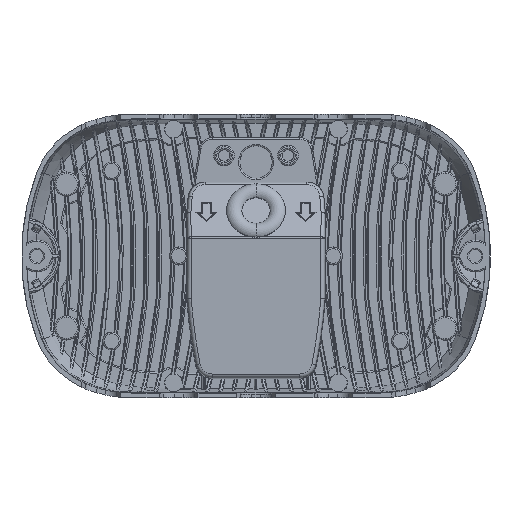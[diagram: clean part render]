
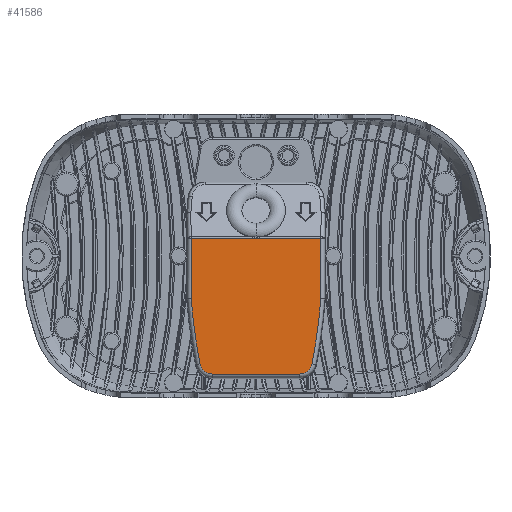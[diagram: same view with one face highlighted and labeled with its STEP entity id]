
A CAD part, front view. The second image highlights one B-rep face of the part: STEP entity #41586.
In plain terms, the highlighted planar face has unit normal (0, -1, 0).
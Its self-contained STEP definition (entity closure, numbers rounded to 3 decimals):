
#712 = EDGE_CURVE ( 'NONE', #100995, #95485, #107410, .T. ) ;
#2396 = VERTEX_POINT ( 'NONE', #100322 ) ;
#4319 = CARTESIAN_POINT ( 'NONE',  ( -16.902, -29.4, 19.219 ) ) ;
#5603 = CARTESIAN_POINT ( 'NONE',  ( 25.172, -29.4, 71.792 ) ) ;
#5934 = DIRECTION ( 'NONE',  ( 1., 0., 0. ) ) ;
#6286 = DIRECTION ( 'NONE',  ( 0., -1., 0. ) ) ;
#9018 = LINE ( 'NONE', #130867, #56408 ) ;
#11129 = ORIENTED_EDGE ( 'NONE', *, *, #80490, .T. ) ;
#13484 = DIRECTION ( 'NONE',  ( 1., 0., 0. ) ) ;
#21648 = CARTESIAN_POINT ( 'NONE',  ( -25.172, -29.4, 48.666 ) ) ;
#23356 = EDGE_LOOP ( 'NONE', ( #24715, #129549, #74271, #105409, #46832, #11129, #113252, #37171 ) ) ;
#24715 = ORIENTED_EDGE ( 'NONE', *, *, #88300, .T. ) ;
#25452 = LINE ( 'NONE', #66043, #81155 ) ;
#30479 = CARTESIAN_POINT ( 'NONE',  ( 16.902, -29.4, 24.14 ) ) ;
#34765 = CARTESIAN_POINT ( 'NONE',  ( 16.902, -29.4, 19.219 ) ) ;
#37171 = ORIENTED_EDGE ( 'NONE', *, *, #60679, .T. ) ;
#37308 = AXIS2_PLACEMENT_3D ( 'NONE', #65231, #75892, #108474 ) ;
#39300 = CIRCLE ( 'NONE', #73284, 4.92 ) ;
#40214 = CARTESIAN_POINT ( 'NONE',  ( 25.172, -29.4, 48.722 ) ) ;
#40931 = VERTEX_POINT ( 'NONE', #4319 ) ;
#41586 = ADVANCED_FACE ( 'NONE', ( #101184 ), #48625, .T. ) ;
#41900 = VERTEX_POINT ( 'NONE', #5603 ) ;
#44116 = LINE ( 'NONE', #34765, #49108 ) ;
#44592 = CARTESIAN_POINT ( 'NONE',  ( -21.731, -29.4, 23.195 ) ) ;
#46240 = DIRECTION ( 'NONE',  ( 1., 0., 0. ) ) ;
#46539 = DIRECTION ( 'NONE',  ( 0., -1., 0. ) ) ;
#46680 = EDGE_CURVE ( 'NONE', #95485, #41900, #25452, .T. ) ;
#46832 = ORIENTED_EDGE ( 'NONE', *, *, #99113, .T. ) ;
#48625 = PLANE ( 'NONE',  #125449 ) ;
#49108 = VECTOR ( 'NONE', #13484, 1000. ) ;
#50963 = EDGE_CURVE ( 'NONE', #123420, #100995, #39300, .T. ) ;
#55286 = CARTESIAN_POINT ( 'NONE',  ( -25.172, -29.4, 71.792 ) ) ;
#56057 = DIRECTION ( 'NONE',  ( 0., 0., 1. ) ) ;
#56408 = VECTOR ( 'NONE', #64685, 1000. ) ;
#60679 = EDGE_CURVE ( 'NONE', #69152, #40931, #63433, .T. ) ;
#62142 = CARTESIAN_POINT ( 'NONE',  ( 16.902, -29.4, 19.219 ) ) ;
#63433 = CIRCLE ( 'NONE', #108006, 4.92 ) ;
#64685 = DIRECTION ( 'NONE',  ( -1., 0., 0. ) ) ;
#65231 = CARTESIAN_POINT ( 'NONE',  ( -192., -29.4, 65. ) ) ;
#66043 = CARTESIAN_POINT ( 'NONE',  ( 25.172, -29.4, 72.128 ) ) ;
#69152 = VERTEX_POINT ( 'NONE', #44592 ) ;
#71214 = CARTESIAN_POINT ( 'NONE',  ( 21.731, -29.4, 23.195 ) ) ;
#73284 = AXIS2_PLACEMENT_3D ( 'NONE', #30479, #90434, #121674 ) ;
#74271 = ORIENTED_EDGE ( 'NONE', *, *, #712, .T. ) ;
#75892 = DIRECTION ( 'NONE',  ( 0., -1., 0. ) ) ;
#76499 = CARTESIAN_POINT ( 'NONE',  ( -16.902, -29.4, 24.14 ) ) ;
#77704 = AXIS2_PLACEMENT_3D ( 'NONE', #97479, #6286, #46240 ) ;
#79259 = CARTESIAN_POINT ( 'NONE',  ( -192., -29.4, 65. ) ) ;
#80490 = EDGE_CURVE ( 'NONE', #90219, #2396, #114164, .T. ) ;
#81155 = VECTOR ( 'NONE', #56057, 1000. ) ;
#86000 = VECTOR ( 'NONE', #124154, 1000. ) ;
#88300 = EDGE_CURVE ( 'NONE', #40931, #123420, #44116, .T. ) ;
#90219 = VERTEX_POINT ( 'NONE', #55286 ) ;
#90434 = DIRECTION ( 'NONE',  ( 0., -1., 0. ) ) ;
#95485 = VERTEX_POINT ( 'NONE', #40214 ) ;
#96790 = CIRCLE ( 'NONE', #77704, 217.781 ) ;
#97479 = CARTESIAN_POINT ( 'NONE',  ( 192., -29.4, 65. ) ) ;
#99113 = EDGE_CURVE ( 'NONE', #41900, #90219, #9018, .T. ) ;
#99997 = EDGE_CURVE ( 'NONE', #2396, #69152, #96790, .T. ) ;
#100322 = CARTESIAN_POINT ( 'NONE',  ( -25.172, -29.4, 48.722 ) ) ;
#100995 = VERTEX_POINT ( 'NONE', #71214 ) ;
#101184 = FACE_OUTER_BOUND ( 'NONE', #23356, .T. ) ;
#105409 = ORIENTED_EDGE ( 'NONE', *, *, #46680, .T. ) ;
#107410 = CIRCLE ( 'NONE', #37308, 217.781 ) ;
#108006 = AXIS2_PLACEMENT_3D ( 'NONE', #76499, #46539, #5934 ) ;
#108474 = DIRECTION ( 'NONE',  ( 1., 0., 0. ) ) ;
#113252 = ORIENTED_EDGE ( 'NONE', *, *, #99997, .T. ) ;
#114164 = LINE ( 'NONE', #21648, #86000 ) ;
#117595 = DIRECTION ( 'NONE',  ( 0., -1., 0. ) ) ;
#118907 = DIRECTION ( 'NONE',  ( 0., 0., -1. ) ) ;
#121674 = DIRECTION ( 'NONE',  ( 1., 0., 0. ) ) ;
#123420 = VERTEX_POINT ( 'NONE', #62142 ) ;
#124154 = DIRECTION ( 'NONE',  ( 0., 0., -1. ) ) ;
#125449 = AXIS2_PLACEMENT_3D ( 'NONE', #79259, #117595, #118907 ) ;
#129549 = ORIENTED_EDGE ( 'NONE', *, *, #50963, .T. ) ;
#130867 = CARTESIAN_POINT ( 'NONE',  ( -26.646, -29.4, 71.792 ) ) ;
